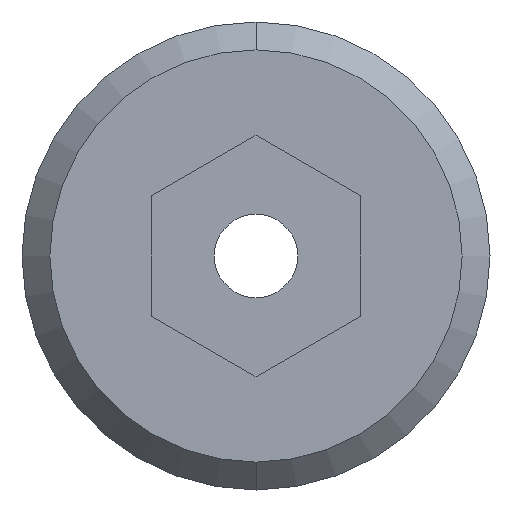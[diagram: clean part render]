
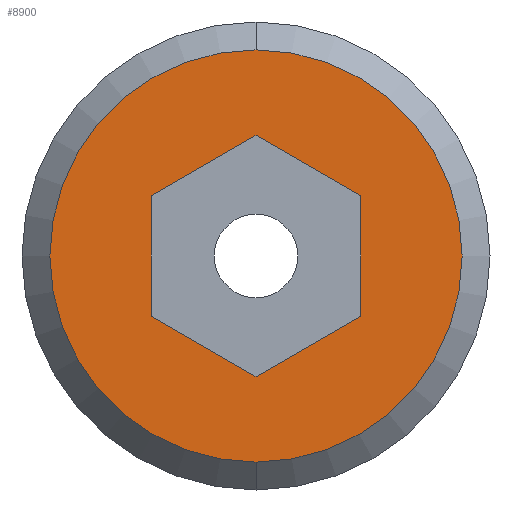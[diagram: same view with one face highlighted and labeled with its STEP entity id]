
A CAD part, left-side view. The second image highlights one B-rep face of the part: STEP entity #8900.
In plain terms, the highlighted planar face has unit normal (-1, 0, 0).
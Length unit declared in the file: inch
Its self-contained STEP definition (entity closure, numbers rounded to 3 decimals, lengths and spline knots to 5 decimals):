
#4084=CARTESIAN_POINT('',(-0.123,0.,0.));
#4085=DIRECTION('',(-1.,0.,0.));
#4086=DIRECTION('',(0.,1.,0.));
#4087=AXIS2_PLACEMENT_3D('',#4084,#4085,#4086);
#4102=DIRECTION('',(0.,0.5,0.866));
#4103=VECTOR('',#4102,0.05196);
#4104=CARTESIAN_POINT('',(-0.123,0.02598,-0.045));
#4105=LINE('',#4104,#4103);
#4106=DIRECTION('',(0.,1.,0.));
#4107=VECTOR('',#4106,0.05196);
#4108=CARTESIAN_POINT('',(-0.123,-0.02598,-0.045));
#4109=LINE('',#4108,#4107);
#4110=DIRECTION('',(0.,0.5,-0.866));
#4111=VECTOR('',#4110,0.05196);
#4112=CARTESIAN_POINT('',(-0.123,-0.05196,0.));
#4113=LINE('',#4112,#4111);
#4114=DIRECTION('',(0.,-0.5,-0.866));
#4115=VECTOR('',#4114,0.05196);
#4116=CARTESIAN_POINT('',(-0.123,-0.02598,0.045));
#4117=LINE('',#4116,#4115);
#4118=DIRECTION('',(0.,-1.,0.));
#4119=VECTOR('',#4118,0.05196);
#4120=CARTESIAN_POINT('',(-0.123,0.02598,0.045));
#4121=LINE('',#4120,#4119);
#4122=DIRECTION('',(0.,-0.5,0.866));
#4123=VECTOR('',#4122,0.05196);
#4124=CARTESIAN_POINT('',(-0.123,0.05196,0.));
#4125=LINE('',#4124,#4123);
#4126=CARTESIAN_POINT('',(-0.123,0.,0.));
#4127=DIRECTION('',(1.,0.,0.));
#4128=DIRECTION('',(0.,1.,0.));
#4129=AXIS2_PLACEMENT_3D('',#4126,#4127,#4128);
#4386=CARTESIAN_POINT('',(-0.123,0.08875,0.));
#4387=CARTESIAN_POINT('',(-0.123,-0.08875,0.));
#4388=VERTEX_POINT('',#4386);
#4389=VERTEX_POINT('',#4387);
#4406=CARTESIAN_POINT('',(-0.123,0.02598,-0.045));
#4407=CARTESIAN_POINT('',(-0.123,0.05196,0.));
#4408=VERTEX_POINT('',#4406);
#4409=VERTEX_POINT('',#4407);
#4410=CARTESIAN_POINT('',(-0.123,-0.02598,-0.045));
#4411=VERTEX_POINT('',#4410);
#4412=CARTESIAN_POINT('',(-0.123,-0.05196,0.));
#4413=VERTEX_POINT('',#4412);
#4414=CARTESIAN_POINT('',(-0.123,-0.02598,0.045));
#4415=VERTEX_POINT('',#4414);
#4416=CARTESIAN_POINT('',(-0.123,0.02598,0.045));
#4417=VERTEX_POINT('',#4416);
#8876=CARTESIAN_POINT('',(-0.123,0.,0.));
#8877=DIRECTION('',(1.,0.,0.));
#8878=DIRECTION('',(0.,-1.,0.));
#8879=AXIS2_PLACEMENT_3D('',#8876,#8877,#8878);
#8880=PLANE('',#8879);
#8881=ORIENTED_EDGE('',*,*,#8866,.F.);
#8883=ORIENTED_EDGE('',*,*,#8882,.T.);
#8884=EDGE_LOOP('',(#8881,#8883));
#8885=FACE_OUTER_BOUND('',#8884,.F.);
#8887=ORIENTED_EDGE('',*,*,#8886,.F.);
#8889=ORIENTED_EDGE('',*,*,#8888,.F.);
#8891=ORIENTED_EDGE('',*,*,#8890,.F.);
#8893=ORIENTED_EDGE('',*,*,#8892,.F.);
#8895=ORIENTED_EDGE('',*,*,#8894,.F.);
#8897=ORIENTED_EDGE('',*,*,#8896,.F.);
#8898=EDGE_LOOP('',(#8887,#8889,#8891,#8893,#8895,#8897));
#8899=FACE_BOUND('',#8898,.F.);
#4088=CIRCLE('',#4087,0.08875);
#4130=CIRCLE('',#4129,0.08875);
#8866=EDGE_CURVE('',#4388,#4389,#4088,.T.);
#8882=EDGE_CURVE('',#4388,#4389,#4130,.T.);
#8886=EDGE_CURVE('',#4408,#4409,#4105,.T.);
#8888=EDGE_CURVE('',#4411,#4408,#4109,.T.);
#8890=EDGE_CURVE('',#4413,#4411,#4113,.T.);
#8892=EDGE_CURVE('',#4415,#4413,#4117,.T.);
#8894=EDGE_CURVE('',#4417,#4415,#4121,.T.);
#8896=EDGE_CURVE('',#4409,#4417,#4125,.T.);
#8900=ADVANCED_FACE('',(#8885,#8899),#8880,.F.);
